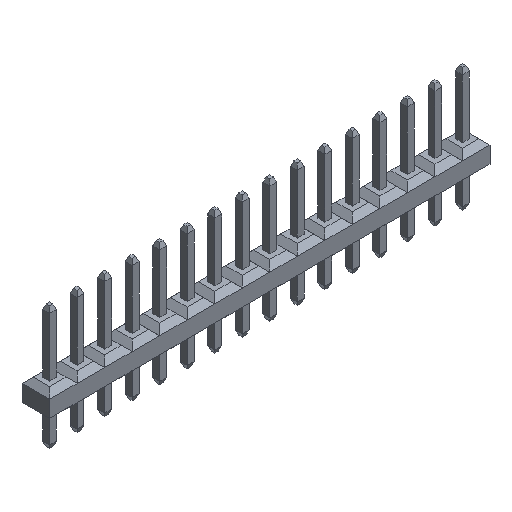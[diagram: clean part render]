
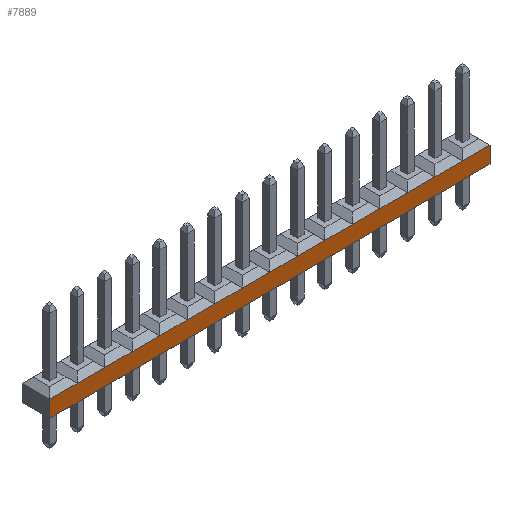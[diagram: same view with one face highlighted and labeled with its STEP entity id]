
A CAD part, isometric view. The second image highlights one B-rep face of the part: STEP entity #7889.
In plain terms, the highlighted planar face has unit normal (0, -1, 0).
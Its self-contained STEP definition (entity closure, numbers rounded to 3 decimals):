
#479=FACE_OUTER_BOUND('',#963,.T.);
#963=EDGE_LOOP('',(#6446,#6447,#6448,#6449,#6450,#6451,#6452,#6453,#6454,
#6455,#6456,#6457,#6458,#6459,#6460,#6461,#6462,#6463,#6464,#6465,#6466,
#6467,#6468,#6469,#6470,#6471,#6472,#6473,#6474,#6475,#6476,#6477,#6478,
#6479));
#1002=LINE('',#10310,#2000);
#1009=LINE('',#10325,#2007);
#1065=LINE('',#10439,#2063);
#1072=LINE('',#10453,#2070);
#1127=LINE('',#10565,#2125);
#1134=LINE('',#10579,#2132);
#1189=LINE('',#10691,#2187);
#1196=LINE('',#10705,#2194);
#1251=LINE('',#10817,#2249);
#1258=LINE('',#10831,#2256);
#1313=LINE('',#10943,#2311);
#1320=LINE('',#10957,#2318);
#1375=LINE('',#11069,#2373);
#1382=LINE('',#11083,#2380);
#1437=LINE('',#11195,#2435);
#1444=LINE('',#11209,#2442);
#1499=LINE('',#11321,#2497);
#1506=LINE('',#11335,#2504);
#1561=LINE('',#11447,#2559);
#1568=LINE('',#11461,#2566);
#1623=LINE('',#11573,#2621);
#1630=LINE('',#11587,#2628);
#1685=LINE('',#11699,#2683);
#1692=LINE('',#11713,#2690);
#1747=LINE('',#11825,#2745);
#1754=LINE('',#11839,#2752);
#1809=LINE('',#11951,#2807);
#1816=LINE('',#11965,#2814);
#1871=LINE('',#12077,#2869);
#1878=LINE('',#12091,#2876);
#1883=LINE('',#12099,#2881);
#1936=LINE('',#12208,#2934);
#1941=LINE('',#12219,#2939);
#1945=LINE('',#12225,#2943);
#2000=VECTOR('',#8392,1.);
#2007=VECTOR('',#8407,1.);
#2063=VECTOR('',#8511,1.);
#2070=VECTOR('',#8526,1.);
#2125=VECTOR('',#8629,1.);
#2132=VECTOR('',#8644,1.);
#2187=VECTOR('',#8747,1.);
#2194=VECTOR('',#8762,1.);
#2249=VECTOR('',#8865,1.);
#2256=VECTOR('',#8880,1.);
#2311=VECTOR('',#8983,1.);
#2318=VECTOR('',#8998,1.);
#2373=VECTOR('',#9101,1.);
#2380=VECTOR('',#9116,1.);
#2435=VECTOR('',#9219,1.);
#2442=VECTOR('',#9234,1.);
#2497=VECTOR('',#9337,1.);
#2504=VECTOR('',#9352,1.);
#2559=VECTOR('',#9455,1.);
#2566=VECTOR('',#9470,1.);
#2621=VECTOR('',#9573,1.);
#2628=VECTOR('',#9588,1.);
#2683=VECTOR('',#9691,1.);
#2690=VECTOR('',#9706,1.);
#2745=VECTOR('',#9809,1.);
#2752=VECTOR('',#9824,1.);
#2807=VECTOR('',#9927,1.);
#2814=VECTOR('',#9942,1.);
#2869=VECTOR('',#10045,1.);
#2876=VECTOR('',#10060,1.);
#2881=VECTOR('',#10071,1.);
#2934=VECTOR('',#10168,1.);
#2939=VECTOR('',#10181,1.);
#2943=VECTOR('',#10189,1.);
#2994=VERTEX_POINT('',#10302);
#2996=VERTEX_POINT('',#10308);
#2998=VERTEX_POINT('',#10318);
#3000=VERTEX_POINT('',#10324);
#3034=VERTEX_POINT('',#10437);
#3036=VERTEX_POINT('',#10447);
#3070=VERTEX_POINT('',#10563);
#3072=VERTEX_POINT('',#10573);
#3106=VERTEX_POINT('',#10689);
#3108=VERTEX_POINT('',#10699);
#3142=VERTEX_POINT('',#10815);
#3144=VERTEX_POINT('',#10825);
#3178=VERTEX_POINT('',#10941);
#3180=VERTEX_POINT('',#10951);
#3214=VERTEX_POINT('',#11067);
#3216=VERTEX_POINT('',#11077);
#3250=VERTEX_POINT('',#11193);
#3252=VERTEX_POINT('',#11203);
#3286=VERTEX_POINT('',#11319);
#3288=VERTEX_POINT('',#11329);
#3322=VERTEX_POINT('',#11445);
#3324=VERTEX_POINT('',#11455);
#3358=VERTEX_POINT('',#11571);
#3360=VERTEX_POINT('',#11581);
#3394=VERTEX_POINT('',#11697);
#3396=VERTEX_POINT('',#11707);
#3430=VERTEX_POINT('',#11823);
#3432=VERTEX_POINT('',#11833);
#3466=VERTEX_POINT('',#11949);
#3468=VERTEX_POINT('',#11959);
#3502=VERTEX_POINT('',#12075);
#3504=VERTEX_POINT('',#12085);
#3538=VERTEX_POINT('',#12201);
#3541=VERTEX_POINT('',#12218);
#3578=EDGE_CURVE('',#2996,#2994,#1002,.T.);
#3585=EDGE_CURVE('',#3000,#2998,#1009,.T.);
#3641=EDGE_CURVE('',#3034,#2996,#1065,.T.);
#3648=EDGE_CURVE('',#2998,#3036,#1072,.T.);
#3703=EDGE_CURVE('',#3070,#3034,#1127,.T.);
#3710=EDGE_CURVE('',#3036,#3072,#1134,.T.);
#3765=EDGE_CURVE('',#3106,#3070,#1189,.T.);
#3772=EDGE_CURVE('',#3072,#3108,#1196,.T.);
#3827=EDGE_CURVE('',#3142,#3106,#1251,.T.);
#3834=EDGE_CURVE('',#3108,#3144,#1258,.T.);
#3889=EDGE_CURVE('',#3178,#3142,#1313,.T.);
#3896=EDGE_CURVE('',#3144,#3180,#1320,.T.);
#3951=EDGE_CURVE('',#3214,#3178,#1375,.T.);
#3958=EDGE_CURVE('',#3180,#3216,#1382,.T.);
#4013=EDGE_CURVE('',#3250,#3214,#1437,.T.);
#4020=EDGE_CURVE('',#3216,#3252,#1444,.T.);
#4075=EDGE_CURVE('',#3286,#3250,#1499,.T.);
#4082=EDGE_CURVE('',#3252,#3288,#1506,.T.);
#4137=EDGE_CURVE('',#3322,#3286,#1561,.T.);
#4144=EDGE_CURVE('',#3288,#3324,#1568,.T.);
#4199=EDGE_CURVE('',#3358,#3322,#1623,.T.);
#4206=EDGE_CURVE('',#3324,#3360,#1630,.T.);
#4261=EDGE_CURVE('',#3394,#3358,#1685,.T.);
#4268=EDGE_CURVE('',#3360,#3396,#1692,.T.);
#4323=EDGE_CURVE('',#3430,#3394,#1747,.T.);
#4330=EDGE_CURVE('',#3396,#3432,#1754,.T.);
#4385=EDGE_CURVE('',#3466,#3430,#1809,.T.);
#4392=EDGE_CURVE('',#3432,#3468,#1816,.T.);
#4447=EDGE_CURVE('',#3502,#3466,#1871,.T.);
#4454=EDGE_CURVE('',#3468,#3504,#1878,.T.);
#4459=EDGE_CURVE('',#3504,#3502,#1883,.T.);
#4512=EDGE_CURVE('',#2994,#3538,#1936,.T.);
#4517=EDGE_CURVE('',#3541,#3538,#1941,.T.);
#4521=EDGE_CURVE('',#3541,#3000,#1945,.T.);
#6446=ORIENTED_EDGE('',*,*,#4512,.F.);
#6447=ORIENTED_EDGE('',*,*,#3578,.F.);
#6448=ORIENTED_EDGE('',*,*,#3641,.F.);
#6449=ORIENTED_EDGE('',*,*,#3703,.F.);
#6450=ORIENTED_EDGE('',*,*,#3765,.F.);
#6451=ORIENTED_EDGE('',*,*,#3827,.F.);
#6452=ORIENTED_EDGE('',*,*,#3889,.F.);
#6453=ORIENTED_EDGE('',*,*,#3951,.F.);
#6454=ORIENTED_EDGE('',*,*,#4013,.F.);
#6455=ORIENTED_EDGE('',*,*,#4075,.F.);
#6456=ORIENTED_EDGE('',*,*,#4137,.F.);
#6457=ORIENTED_EDGE('',*,*,#4199,.F.);
#6458=ORIENTED_EDGE('',*,*,#4261,.F.);
#6459=ORIENTED_EDGE('',*,*,#4323,.F.);
#6460=ORIENTED_EDGE('',*,*,#4385,.F.);
#6461=ORIENTED_EDGE('',*,*,#4447,.F.);
#6462=ORIENTED_EDGE('',*,*,#4459,.F.);
#6463=ORIENTED_EDGE('',*,*,#4454,.F.);
#6464=ORIENTED_EDGE('',*,*,#4392,.F.);
#6465=ORIENTED_EDGE('',*,*,#4330,.F.);
#6466=ORIENTED_EDGE('',*,*,#4268,.F.);
#6467=ORIENTED_EDGE('',*,*,#4206,.F.);
#6468=ORIENTED_EDGE('',*,*,#4144,.F.);
#6469=ORIENTED_EDGE('',*,*,#4082,.F.);
#6470=ORIENTED_EDGE('',*,*,#4020,.F.);
#6471=ORIENTED_EDGE('',*,*,#3958,.F.);
#6472=ORIENTED_EDGE('',*,*,#3896,.F.);
#6473=ORIENTED_EDGE('',*,*,#3834,.F.);
#6474=ORIENTED_EDGE('',*,*,#3772,.F.);
#6475=ORIENTED_EDGE('',*,*,#3710,.F.);
#6476=ORIENTED_EDGE('',*,*,#3648,.F.);
#6477=ORIENTED_EDGE('',*,*,#3585,.F.);
#6478=ORIENTED_EDGE('',*,*,#4521,.F.);
#6479=ORIENTED_EDGE('',*,*,#4517,.T.);
#6985=PLANE('',#8343);
#7889=ADVANCED_FACE('',(#479),#6985,.F.);
#8343=AXIS2_PLACEMENT_3D('',#12230,#10196,#10197);
#8392=DIRECTION('',(-1.,0.,0.));
#8407=DIRECTION('',(1.,0.,0.));
#8511=DIRECTION('',(-1.,0.,0.));
#8526=DIRECTION('',(1.,0.,0.));
#8629=DIRECTION('',(-1.,0.,0.));
#8644=DIRECTION('',(1.,0.,0.));
#8747=DIRECTION('',(-1.,0.,0.));
#8762=DIRECTION('',(1.,0.,0.));
#8865=DIRECTION('',(-1.,0.,0.));
#8880=DIRECTION('',(1.,0.,0.));
#8983=DIRECTION('',(-1.,0.,0.));
#8998=DIRECTION('',(1.,0.,0.));
#9101=DIRECTION('',(-1.,0.,0.));
#9116=DIRECTION('',(1.,0.,0.));
#9219=DIRECTION('',(-1.,0.,0.));
#9234=DIRECTION('',(1.,0.,0.));
#9337=DIRECTION('',(-1.,0.,0.));
#9352=DIRECTION('',(1.,0.,0.));
#9455=DIRECTION('',(-1.,0.,0.));
#9470=DIRECTION('',(1.,0.,0.));
#9573=DIRECTION('',(-1.,0.,0.));
#9588=DIRECTION('',(1.,0.,0.));
#9691=DIRECTION('',(-1.,0.,0.));
#9706=DIRECTION('',(1.,0.,0.));
#9809=DIRECTION('',(-1.,0.,0.));
#9824=DIRECTION('',(1.,0.,0.));
#9927=DIRECTION('',(-1.,0.,0.));
#9942=DIRECTION('',(1.,0.,0.));
#10045=DIRECTION('',(-1.,0.,0.));
#10060=DIRECTION('',(1.,0.,0.));
#10071=DIRECTION('',(0.,0.,-1.));
#10168=DIRECTION('',(-1.,0.,0.));
#10181=DIRECTION('',(0.,0.,-1.));
#10189=DIRECTION('',(1.,0.,0.));
#10196=DIRECTION('center_axis',(0.,1.,0.));
#10197=DIRECTION('ref_axis',(0.,0.,1.));
#10302=CARTESIAN_POINT('',(-17.78,-1.27,0.508));
#10308=CARTESIAN_POINT('',(-15.24,-1.27,0.508));
#10310=CARTESIAN_POINT('',(-16.51,-1.27,0.508));
#10318=CARTESIAN_POINT('',(-15.24,-1.27,2.032));
#10324=CARTESIAN_POINT('',(-17.78,-1.27,2.032));
#10325=CARTESIAN_POINT('',(-16.51,-1.27,2.032));
#10437=CARTESIAN_POINT('',(-12.7,-1.27,0.508));
#10439=CARTESIAN_POINT('',(-13.97,-1.27,0.508));
#10447=CARTESIAN_POINT('',(-12.7,-1.27,2.032));
#10453=CARTESIAN_POINT('',(-13.97,-1.27,2.032));
#10563=CARTESIAN_POINT('',(-10.16,-1.27,0.508));
#10565=CARTESIAN_POINT('',(-11.43,-1.27,0.508));
#10573=CARTESIAN_POINT('',(-10.16,-1.27,2.032));
#10579=CARTESIAN_POINT('',(-11.43,-1.27,2.032));
#10689=CARTESIAN_POINT('',(-7.62,-1.27,0.508));
#10691=CARTESIAN_POINT('',(-8.89,-1.27,0.508));
#10699=CARTESIAN_POINT('',(-7.62,-1.27,2.032));
#10705=CARTESIAN_POINT('',(-8.89,-1.27,2.032));
#10815=CARTESIAN_POINT('',(-5.08,-1.27,0.508));
#10817=CARTESIAN_POINT('',(-6.35,-1.27,0.508));
#10825=CARTESIAN_POINT('',(-5.08,-1.27,2.032));
#10831=CARTESIAN_POINT('',(-6.35,-1.27,2.032));
#10941=CARTESIAN_POINT('',(-2.54,-1.27,0.508));
#10943=CARTESIAN_POINT('',(-3.81,-1.27,0.508));
#10951=CARTESIAN_POINT('',(-2.54,-1.27,2.032));
#10957=CARTESIAN_POINT('',(-3.81,-1.27,2.032));
#11067=CARTESIAN_POINT('',(0.,-1.27,0.508));
#11069=CARTESIAN_POINT('',(-1.27,-1.27,0.508));
#11077=CARTESIAN_POINT('',(0.,-1.27,2.032));
#11083=CARTESIAN_POINT('',(-1.27,-1.27,2.032));
#11193=CARTESIAN_POINT('',(2.54,-1.27,0.508));
#11195=CARTESIAN_POINT('',(1.27,-1.27,0.508));
#11203=CARTESIAN_POINT('',(2.54,-1.27,2.032));
#11209=CARTESIAN_POINT('',(1.27,-1.27,2.032));
#11319=CARTESIAN_POINT('',(5.08,-1.27,0.508));
#11321=CARTESIAN_POINT('',(3.81,-1.27,0.508));
#11329=CARTESIAN_POINT('',(5.08,-1.27,2.032));
#11335=CARTESIAN_POINT('',(3.81,-1.27,2.032));
#11445=CARTESIAN_POINT('',(7.62,-1.27,0.508));
#11447=CARTESIAN_POINT('',(6.35,-1.27,0.508));
#11455=CARTESIAN_POINT('',(7.62,-1.27,2.032));
#11461=CARTESIAN_POINT('',(6.35,-1.27,2.032));
#11571=CARTESIAN_POINT('',(10.16,-1.27,0.508));
#11573=CARTESIAN_POINT('',(8.89,-1.27,0.508));
#11581=CARTESIAN_POINT('',(10.16,-1.27,2.032));
#11587=CARTESIAN_POINT('',(8.89,-1.27,2.032));
#11697=CARTESIAN_POINT('',(12.7,-1.27,0.508));
#11699=CARTESIAN_POINT('',(11.43,-1.27,0.508));
#11707=CARTESIAN_POINT('',(12.7,-1.27,2.032));
#11713=CARTESIAN_POINT('',(11.43,-1.27,2.032));
#11823=CARTESIAN_POINT('',(15.24,-1.27,0.508));
#11825=CARTESIAN_POINT('',(13.97,-1.27,0.508));
#11833=CARTESIAN_POINT('',(15.24,-1.27,2.032));
#11839=CARTESIAN_POINT('',(13.97,-1.27,2.032));
#11949=CARTESIAN_POINT('',(17.78,-1.27,0.508));
#11951=CARTESIAN_POINT('',(16.51,-1.27,0.508));
#11959=CARTESIAN_POINT('',(17.78,-1.27,2.032));
#11965=CARTESIAN_POINT('',(16.51,-1.27,2.032));
#12075=CARTESIAN_POINT('',(20.32,-1.27,0.508));
#12077=CARTESIAN_POINT('',(19.05,-1.27,0.508));
#12085=CARTESIAN_POINT('',(20.32,-1.27,2.032));
#12091=CARTESIAN_POINT('',(19.05,-1.27,2.032));
#12099=CARTESIAN_POINT('',(20.32,-1.27,1.27));
#12201=CARTESIAN_POINT('',(-20.32,-1.27,0.508));
#12208=CARTESIAN_POINT('',(-19.05,-1.27,0.508));
#12218=CARTESIAN_POINT('',(-20.32,-1.27,2.032));
#12219=CARTESIAN_POINT('',(-20.32,-1.27,1.27));
#12225=CARTESIAN_POINT('',(-19.05,-1.27,2.032));
#12230=CARTESIAN_POINT('Origin',(-19.05,-1.27,1.27));
